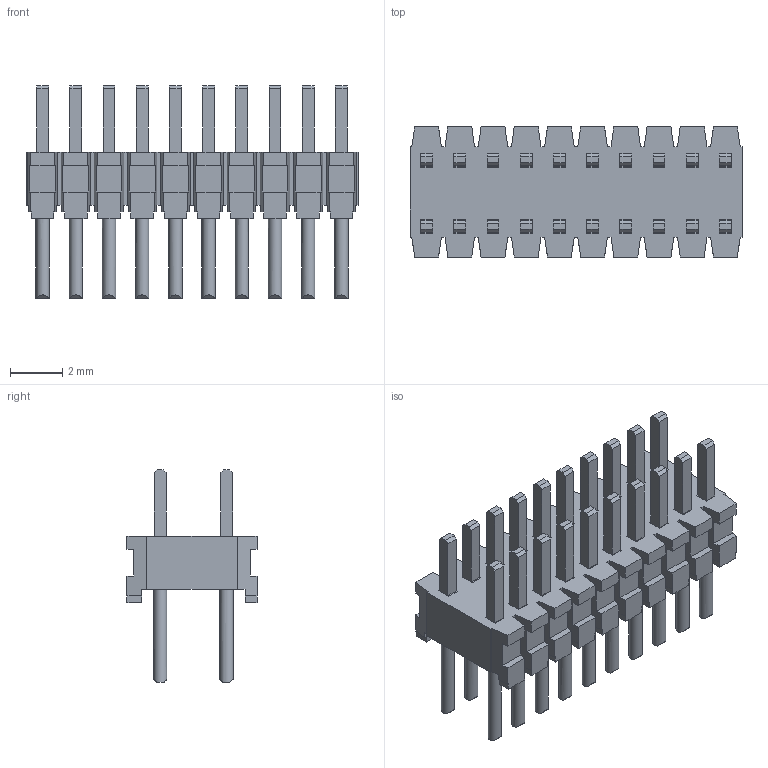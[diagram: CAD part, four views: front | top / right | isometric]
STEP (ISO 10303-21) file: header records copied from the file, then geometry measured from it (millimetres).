
FILE_DESCRIPTION(('FreeCAD Model'),'2;1');
FILE_NAME('Open CASCADE Shape Model','2025-01-09T14:54:37',(''),(''), 'Open CASCADE STEP processor 7.8','FreeCAD','Unknown');
FILE_SCHEMA(('AUTOMOTIVE_DESIGN { 1 0 10303 214 1 1 1 1 }'));
Length unit declared in the file: millimetre
Products named in the file (2): TMS-110-D_header; T-1M6-10-02-D
Bounding box: 12.7 x 4.98 x 8.13 mm (x, y, z)
Volume: 162.1 mm3; surface area: 682.7 mm2
Topology: 2 solids, 2 shells, 660 faces, 1924 edges, 1268 vertices
Faces by surface type: plane 640, cylinder 20
Full cylindrical faces by diameter (mm): 0.508 x20
Entity records: 21552 total; most frequent: CARTESIAN_POINT 3873, ORIENTED_EDGE 3848, DIRECTION 3350, EDGE_CURVE 1924, LINE 1780, VECTOR 1780, VERTEX_POINT 1268, AXIS2_PLACEMENT_3D 785
